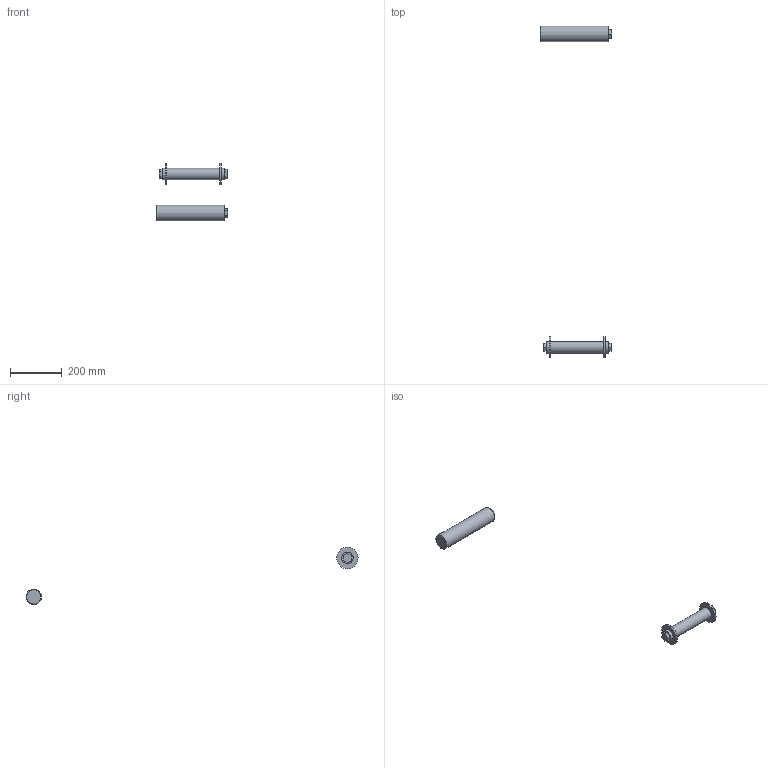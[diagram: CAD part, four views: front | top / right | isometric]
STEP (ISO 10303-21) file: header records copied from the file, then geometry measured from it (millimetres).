
FILE_DESCRIPTION( ( '' ), ' ' );
FILE_NAME( '5deea15c41b5c61555479528.step', '2019-12-09T19:32:44', ( '' ), ( '' ), ' ', ' ', ' ' );
FILE_SCHEMA( ( 'AUTOMOTIVE_DESIGN { 1 0 10303 214 1 1 1 1 }' ) );
Length unit declared in the file: metre
Products named in the file (4): Part 67; Part 54; Part 40; Part 76
Bounding box: 275.78 x 1282.93 x 221.79 mm (x, y, z)
Volume: 1197613.3 mm3; surface area: 115691.2 mm2
Topology: 4 solids, 4 shells, 36 faces, 81 edges, 56 vertices
Faces by surface type: plane 29, cylinder 6, cone 1
Full cylindrical faces by diameter (mm): 44.45 x2, 44.76 x1, 60 x1, 82.55 x2
Entity records: 1250 total; most frequent: DIRECTION 160, CARTESIAN_POINT 156, ORIENTED_EDGE 134, EDGE_CURVE 67, LINE 54, VECTOR 54, AXIS2_PLACEMENT_3D 53, EDGE_LOOP 50
